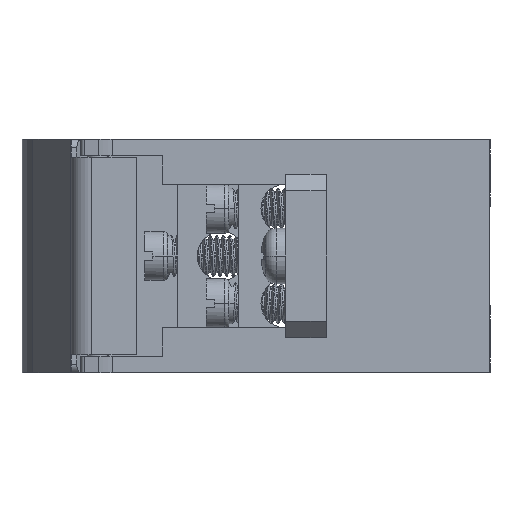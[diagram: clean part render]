
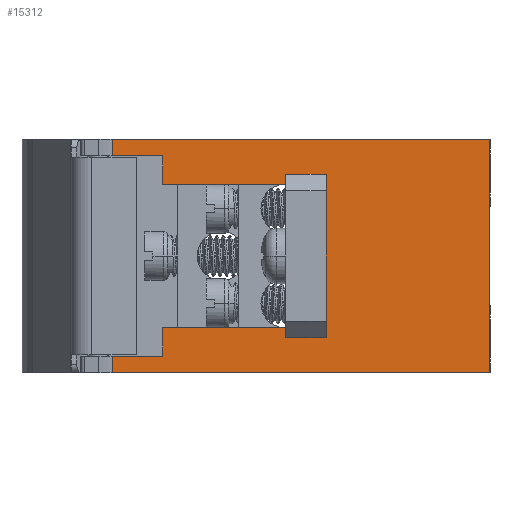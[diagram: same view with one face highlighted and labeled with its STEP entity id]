
A CAD part, left-side view. The second image highlights one B-rep face of the part: STEP entity #15312.
In plain terms, the highlighted planar face has unit normal (-1, 0, 0).
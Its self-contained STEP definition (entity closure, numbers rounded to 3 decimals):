
#579=DIRECTION('',(0.,0.,-1.));
#580=VECTOR('',#579,16.2);
#581=CARTESIAN_POINT('',(-21.,20.,8.1));
#582=LINE('',#581,#580);
#583=DIRECTION('',(0.,0.,-1.));
#584=VECTOR('',#583,0.65);
#585=CARTESIAN_POINT('',(-21.,20.,8.75));
#586=LINE('',#585,#584);
#587=DIRECTION('',(0.,-1.,0.));
#588=VECTOR('',#587,20.);
#589=CARTESIAN_POINT('',(-21.,40.,8.75));
#590=LINE('',#589,#588);
#591=DIRECTION('',(0.,0.,1.));
#592=VECTOR('',#591,3.5);
#593=CARTESIAN_POINT('',(-21.,40.,8.75));
#594=LINE('',#593,#592);
#595=DIRECTION('',(0.,-1.,0.));
#596=VECTOR('',#595,6.172);
#597=CARTESIAN_POINT('',(-21.,46.172,12.25));
#598=LINE('',#597,#596);
#599=DIRECTION('',(0.,0.,-1.));
#600=VECTOR('',#599,2.);
#601=CARTESIAN_POINT('',(-21.,46.172,14.25));
#602=LINE('',#601,#600);
#603=DIRECTION('',(0.,0.,-1.));
#604=VECTOR('',#603,2.);
#605=CARTESIAN_POINT('',(-21.,46.172,-12.25));
#606=LINE('',#605,#604);
#607=DIRECTION('',(0.,-1.,0.));
#608=VECTOR('',#607,6.172);
#609=CARTESIAN_POINT('',(-21.,46.172,-12.25));
#610=LINE('',#609,#608);
#611=DIRECTION('',(0.,0.,1.));
#612=VECTOR('',#611,3.5);
#613=CARTESIAN_POINT('',(-21.,40.,-12.25));
#614=LINE('',#613,#612);
#615=DIRECTION('',(0.,-1.,0.));
#616=VECTOR('',#615,20.);
#617=CARTESIAN_POINT('',(-21.,40.,-8.75));
#618=LINE('',#617,#616);
#619=DIRECTION('',(0.,0.,-1.));
#620=VECTOR('',#619,0.65);
#621=CARTESIAN_POINT('',(-21.,20.,-8.1));
#622=LINE('',#621,#620);
#11255=DIRECTION('',(0.,-1.,0.));
#11256=VECTOR('',#11255,46.172);
#11257=CARTESIAN_POINT('',(-21.,46.172,-14.25));
#11258=LINE('',#11257,#11256);
#11348=DIRECTION('',(0.,-1.,0.));
#11349=VECTOR('',#11348,46.172);
#11350=CARTESIAN_POINT('',(-21.,46.172,14.25));
#11351=LINE('',#11350,#11349);
#11871=DIRECTION('',(0.,0.,1.));
#11872=VECTOR('',#11871,28.5);
#11873=CARTESIAN_POINT('',(-21.,0.,-14.25));
#11874=LINE('',#11873,#11872);
#12892=CARTESIAN_POINT('',(-21.,0.,-14.25));
#12893=CARTESIAN_POINT('',(-21.,0.,14.25));
#12894=VERTEX_POINT('',#12892);
#12895=VERTEX_POINT('',#12893);
#12948=CARTESIAN_POINT('',(-21.,40.,8.75));
#12949=CARTESIAN_POINT('',(-21.,40.,12.25));
#12950=VERTEX_POINT('',#12948);
#12951=VERTEX_POINT('',#12949);
#12952=CARTESIAN_POINT('',(-21.,40.,-12.25));
#12953=CARTESIAN_POINT('',(-21.,40.,-8.75));
#12954=VERTEX_POINT('',#12952);
#12955=VERTEX_POINT('',#12953);
#12964=CARTESIAN_POINT('',(-21.,20.,8.75));
#12965=VERTEX_POINT('',#12964);
#12966=CARTESIAN_POINT('',(-21.,20.,-8.75));
#12967=VERTEX_POINT('',#12966);
#13056=CARTESIAN_POINT('',(-21.,46.172,12.25));
#13058=VERTEX_POINT('',#13056);
#13062=CARTESIAN_POINT('',(-21.,46.172,14.25));
#13063=VERTEX_POINT('',#13062);
#13064=CARTESIAN_POINT('',(-21.,46.172,-14.25));
#13066=VERTEX_POINT('',#13064);
#13070=CARTESIAN_POINT('',(-21.,46.172,-12.25));
#13071=VERTEX_POINT('',#13070);
#13568=CARTESIAN_POINT('',(-21.,20.,8.1));
#13569=CARTESIAN_POINT('',(-21.,20.,-8.1));
#13570=VERTEX_POINT('',#13568);
#13571=VERTEX_POINT('',#13569);
#15283=CARTESIAN_POINT('',(-21.,56.,-14.25));
#15284=DIRECTION('',(-1.,0.,0.));
#15285=DIRECTION('',(0.,-1.,0.));
#15286=AXIS2_PLACEMENT_3D('',#15283,#15284,#15285);
#15287=PLANE('',#15286);
#15289=ORIENTED_EDGE('',*,*,#15288,.F.);
#15290=ORIENTED_EDGE('',*,*,#15232,.F.);
#15291=ORIENTED_EDGE('',*,*,#15263,.F.);
#15292=ORIENTED_EDGE('',*,*,#15274,.T.);
#15294=ORIENTED_EDGE('',*,*,#15293,.F.);
#15296=ORIENTED_EDGE('',*,*,#15295,.F.);
#15298=ORIENTED_EDGE('',*,*,#15297,.T.);
#15300=ORIENTED_EDGE('',*,*,#15299,.F.);
#15302=ORIENTED_EDGE('',*,*,#15301,.F.);
#15304=ORIENTED_EDGE('',*,*,#15303,.F.);
#15305=ORIENTED_EDGE('',*,*,#15090,.T.);
#15307=ORIENTED_EDGE('',*,*,#15306,.T.);
#15308=ORIENTED_EDGE('',*,*,#15188,.T.);
#15309=ORIENTED_EDGE('',*,*,#15247,.F.);
#15310=EDGE_LOOP('',(#15289,#15290,#15291,#15292,#15294,#15296,#15298,#15300,
#15302,#15304,#15305,#15307,#15308,#15309));
#15311=FACE_OUTER_BOUND('',#15310,.F.);
#15312=ADVANCED_FACE('',(#15311),#15287,.T.);
#15090=EDGE_CURVE('',#13071,#12954,#610,.T.);
#15188=EDGE_CURVE('',#12955,#12967,#618,.T.);
#15232=EDGE_CURVE('',#12965,#13570,#586,.T.);
#15247=EDGE_CURVE('',#13571,#12967,#622,.T.);
#15263=EDGE_CURVE('',#12950,#12965,#590,.T.);
#15274=EDGE_CURVE('',#12950,#12951,#594,.T.);
#15288=EDGE_CURVE('',#13570,#13571,#582,.T.);
#15293=EDGE_CURVE('',#13058,#12951,#598,.T.);
#15295=EDGE_CURVE('',#13063,#13058,#602,.T.);
#15297=EDGE_CURVE('',#13063,#12895,#11351,.T.);
#15299=EDGE_CURVE('',#12894,#12895,#11874,.T.);
#15301=EDGE_CURVE('',#13066,#12894,#11258,.T.);
#15303=EDGE_CURVE('',#13071,#13066,#606,.T.);
#15306=EDGE_CURVE('',#12954,#12955,#614,.T.);
